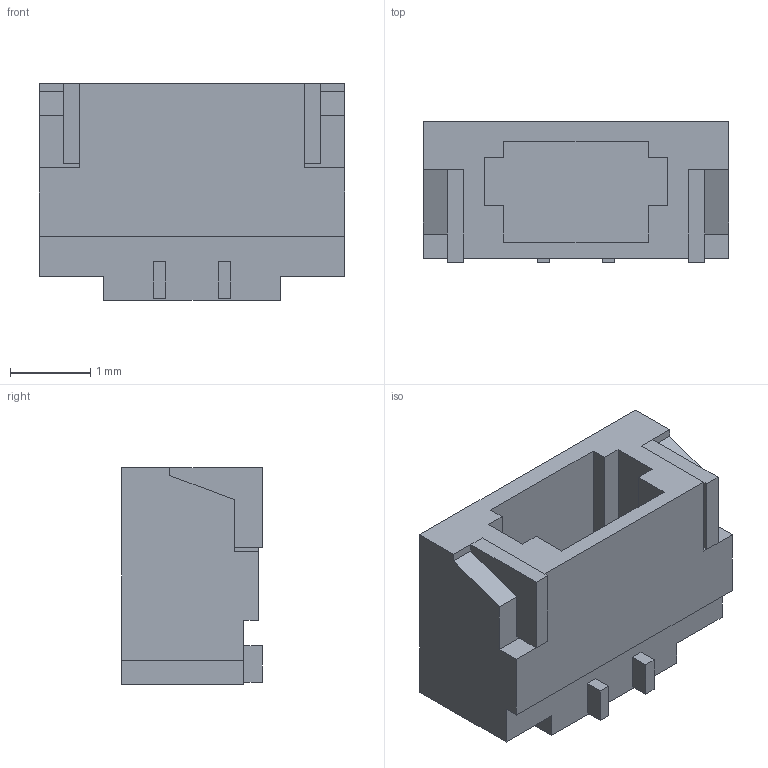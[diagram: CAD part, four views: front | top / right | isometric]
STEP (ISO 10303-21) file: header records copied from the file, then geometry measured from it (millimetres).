
FILE_DESCRIPTION (( 'STEP AP214' ), '1' );
FILE_NAME ('JST SM02B-SURS-TF.STEP', '2015-11-28T22:56:44', ( '' ), ( '' ), 'SwSTEP 2.0', 'SolidWorks 2015', '' );
FILE_SCHEMA (( 'AUTOMOTIVE_DESIGN' ));
Length unit declared in the file: millimetre
Products named in the file (1): JST SM02B-SURS-TF
Bounding box: 3.8 x 1.75 x 2.7 mm (x, y, z)
Volume: 11.6 mm3; surface area: 54.3 mm2
Topology: 1 solids, 1 shells, 55 faces, 146 edges, 96 vertices
Faces by surface type: plane 55
Entity records: 2307 total; most frequent: CARTESIAN_POINT 298, ORIENTED_EDGE 292, DIRECTION 258, VECTOR 146, LINE 146, EDGE_CURVE 146, VERTEX_POINT 96, UNCERTAINTY_MEASURE_WITH_UNIT 58
